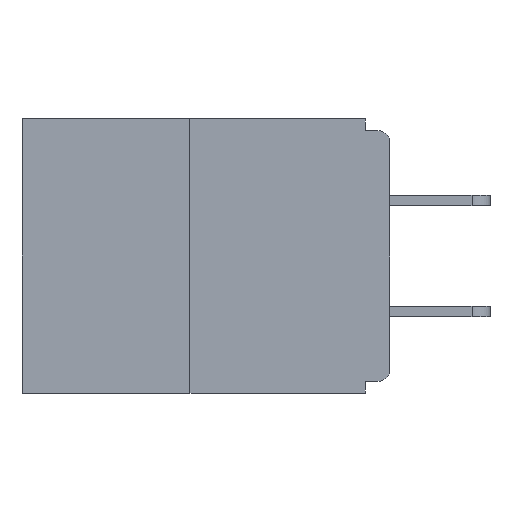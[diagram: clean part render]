
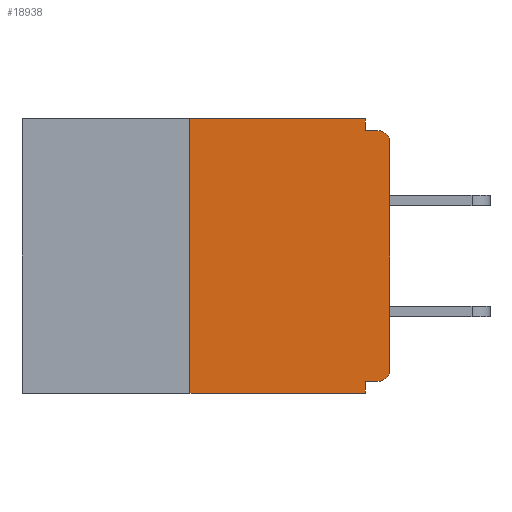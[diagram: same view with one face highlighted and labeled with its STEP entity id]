
A CAD part, left-side view. The second image highlights one B-rep face of the part: STEP entity #18938.
In plain terms, the highlighted planar face has unit normal (-1, 0, 0).
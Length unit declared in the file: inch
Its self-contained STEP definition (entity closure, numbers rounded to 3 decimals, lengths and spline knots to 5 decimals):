
#138 = EDGE_CURVE ( 'NONE', #15631, #11083, #5425, .T. ) ;
#150 = DIRECTION ( 'NONE',  ( 0., -1., 0. ) ) ;
#647 = ORIENTED_EDGE ( 'NONE', *, *, #6234, .T. ) ;
#734 = DIRECTION ( 'NONE',  ( 0., 0., 1. ) ) ;
#1003 = VECTOR ( 'NONE', #8905, 39.37008 ) ;
#1024 = VECTOR ( 'NONE', #19994, 39.37008 ) ;
#1087 = CIRCLE ( 'NONE', #11238, 0.015 ) ;
#1326 = AXIS2_PLACEMENT_3D ( 'NONE', #7200, #10372, #18374 ) ;
#1620 = VERTEX_POINT ( 'NONE', #8761 ) ;
#1863 = DIRECTION ( 'NONE',  ( 0., 1., 0. ) ) ;
#2524 = CIRCLE ( 'NONE', #7409, 0.015 ) ;
#2960 = VECTOR ( 'NONE', #150, 39.37008 ) ;
#3122 = ORIENTED_EDGE ( 'NONE', *, *, #10342, .F. ) ;
#3179 = CARTESIAN_POINT ( 'NONE',  ( 0., 0.46, 0. ) ) ;
#3828 = EDGE_LOOP ( 'NONE', ( #10580, #3122, #647, #19529, #4242, #7010, #13897, #4303, #4460, #17796 ) ) ;
#4242 = ORIENTED_EDGE ( 'NONE', *, *, #4469, .F. ) ;
#4303 = ORIENTED_EDGE ( 'NONE', *, *, #8493, .T. ) ;
#4460 = ORIENTED_EDGE ( 'NONE', *, *, #14922, .F. ) ;
#4469 = EDGE_CURVE ( 'NONE', #12425, #18594, #10527, .T. ) ;
#4641 = CARTESIAN_POINT ( 'NONE',  ( 0., 0., -0.015 ) ) ;
#4736 = VERTEX_POINT ( 'NONE', #8303 ) ;
#5104 = CARTESIAN_POINT ( 'NONE',  ( 0., 0.015, -0.328 ) ) ;
#5193 = CARTESIAN_POINT ( 'NONE',  ( 0., 0., -0.328 ) ) ;
#5425 = LINE ( 'NONE', #3179, #2960 ) ;
#5559 = CARTESIAN_POINT ( 'NONE',  ( 0., 0.46, -0.343 ) ) ;
#5619 = EDGE_CURVE ( 'NONE', #18594, #20133, #19333, .T. ) ;
#5687 = DIRECTION ( 'NONE',  ( 0., -1., 0. ) ) ;
#5695 = CARTESIAN_POINT ( 'NONE',  ( 0., 0., 0. ) ) ;
#5837 = EDGE_CURVE ( 'NONE', #1620, #20022, #11992, .T. ) ;
#6054 = CARTESIAN_POINT ( 'NONE',  ( 0., 0.015, -0.03 ) ) ;
#6234 = EDGE_CURVE ( 'NONE', #13124, #20133, #11461, .T. ) ;
#6594 = EDGE_CURVE ( 'NONE', #11083, #11833, #12720, .T. ) ;
#6705 = CARTESIAN_POINT ( 'NONE',  ( 0., 0.015, -0.313 ) ) ;
#6828 = DIRECTION ( 'NONE',  ( 0., 0., -1. ) ) ;
#7010 = ORIENTED_EDGE ( 'NONE', *, *, #16024, .T. ) ;
#7013 = CARTESIAN_POINT ( 'NONE',  ( 0., 0., -0.03 ) ) ;
#7200 = CARTESIAN_POINT ( 'NONE',  ( 0., 0.46, 0. ) ) ;
#7409 = AXIS2_PLACEMENT_3D ( 'NONE', #6705, #13259, #6828 ) ;
#7529 = LINE ( 'NONE', #8560, #18581 ) ;
#7906 = FACE_OUTER_BOUND ( 'NONE', #3828, .T. ) ;
#8303 = CARTESIAN_POINT ( 'NONE',  ( 0., 0.015, -0.015 ) ) ;
#8493 = EDGE_CURVE ( 'NONE', #20022, #4736, #1087, .T. ) ;
#8560 = CARTESIAN_POINT ( 'NONE',  ( 0., 0.25, 0. ) ) ;
#8761 = CARTESIAN_POINT ( 'NONE',  ( 0., 0., -0.313 ) ) ;
#8905 = DIRECTION ( 'NONE',  ( 0., 0., 1. ) ) ;
#10308 = PLANE ( 'NONE',  #1326 ) ;
#10342 = EDGE_CURVE ( 'NONE', #13124, #15631, #7529, .T. ) ;
#10372 = DIRECTION ( 'NONE',  ( 1., 0., 0. ) ) ;
#10472 = CARTESIAN_POINT ( 'NONE',  ( 0., 0.031, -0.015 ) ) ;
#10527 = LINE ( 'NONE', #5193, #14350 ) ;
#10580 = ORIENTED_EDGE ( 'NONE', *, *, #138, .F. ) ;
#11041 = LINE ( 'NONE', #4641, #16600 ) ;
#11083 = VERTEX_POINT ( 'NONE', #18165 ) ;
#11238 = AXIS2_PLACEMENT_3D ( 'NONE', #6054, #13951, #17151 ) ;
#11461 = LINE ( 'NONE', #5559, #16529 ) ;
#11833 = VERTEX_POINT ( 'NONE', #10472 ) ;
#11991 = CARTESIAN_POINT ( 'NONE',  ( 0., 0.031, 0. ) ) ;
#11992 = LINE ( 'NONE', #5695, #1003 ) ;
#12425 = VERTEX_POINT ( 'NONE', #5104 ) ;
#12720 = LINE ( 'NONE', #11991, #19794 ) ;
#13124 = VERTEX_POINT ( 'NONE', #19585 ) ;
#13259 = DIRECTION ( 'NONE',  ( -1., 0., 0. ) ) ;
#13547 = DIRECTION ( 'NONE',  ( 0., 0., -1. ) ) ;
#13897 = ORIENTED_EDGE ( 'NONE', *, *, #5837, .T. ) ;
#13951 = DIRECTION ( 'NONE',  ( -1., 0., 0. ) ) ;
#14350 = VECTOR ( 'NONE', #1863, 39.37008 ) ;
#14922 = EDGE_CURVE ( 'NONE', #11833, #4736, #11041, .T. ) ;
#15631 = VERTEX_POINT ( 'NONE', #16900 ) ;
#15965 = DIRECTION ( 'NONE',  ( 0., -1., 0. ) ) ;
#16024 = EDGE_CURVE ( 'NONE', #12425, #1620, #2524, .T. ) ;
#16529 = VECTOR ( 'NONE', #5687, 39.37008 ) ;
#16600 = VECTOR ( 'NONE', #15965, 39.37008 ) ;
#16900 = CARTESIAN_POINT ( 'NONE',  ( 0., 0.25, 0. ) ) ;
#16966 = CARTESIAN_POINT ( 'NONE',  ( 0., 0.031, -0.343 ) ) ;
#17151 = DIRECTION ( 'NONE',  ( 0., 0., -1. ) ) ;
#17796 = ORIENTED_EDGE ( 'NONE', *, *, #6594, .F. ) ;
#18165 = CARTESIAN_POINT ( 'NONE',  ( 0., 0.031, 0. ) ) ;
#18374 = DIRECTION ( 'NONE',  ( 0., 0., -1. ) ) ;
#18581 = VECTOR ( 'NONE', #734, 39.37008 ) ;
#18594 = VERTEX_POINT ( 'NONE', #19443 ) ;
#18815 = CARTESIAN_POINT ( 'NONE',  ( 0., 0.031, -0.343 ) ) ;
#18938 = ADVANCED_FACE ( 'NONE', ( #7906 ), #10308, .F. ) ;
#19333 = LINE ( 'NONE', #16966, #1024 ) ;
#19443 = CARTESIAN_POINT ( 'NONE',  ( 0., 0.031, -0.328 ) ) ;
#19529 = ORIENTED_EDGE ( 'NONE', *, *, #5619, .F. ) ;
#19585 = CARTESIAN_POINT ( 'NONE',  ( 0., 0.25, -0.343 ) ) ;
#19794 = VECTOR ( 'NONE', #13547, 39.37008 ) ;
#19994 = DIRECTION ( 'NONE',  ( 0., 0., -1. ) ) ;
#20022 = VERTEX_POINT ( 'NONE', #7013 ) ;
#20133 = VERTEX_POINT ( 'NONE', #18815 ) ;
